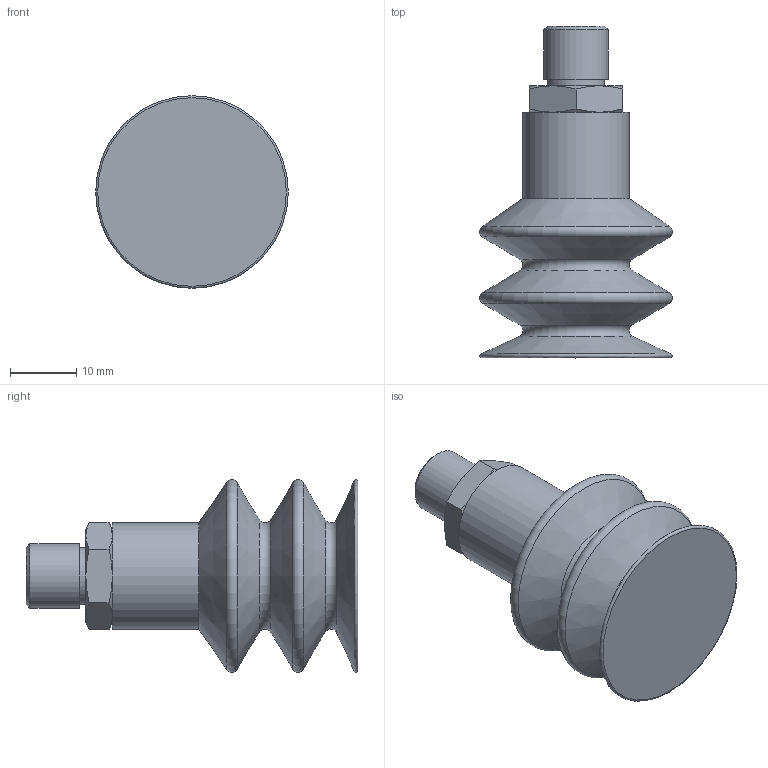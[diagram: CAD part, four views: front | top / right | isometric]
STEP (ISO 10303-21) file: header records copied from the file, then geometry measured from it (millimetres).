
FILE_DESCRIPTION(/* description */ (''),/* implementation_level */ '2;1');
FILE_NAME(/* name */ 'vf29sb_rac16r1-8m.stp',/* time_stamp */ '2020-09-22T12:40:21+02:00',/* author */ ('enginyeria'),/* organization */ (''),/* preprocessor_version */ 'ST-DEVELOPER v17.2',/* originating_system */ 'Autodesk Inventor 2019',/* authorisation */ '');
FILE_SCHEMA (('CONFIG_CONTROL_DESIGN'));
Length unit declared in the file: millimetre
Products named in the file (1): vf29sb_rac16r1-8m
Bounding box: 29.02 x 50 x 29.02 mm (x, y, z)
Volume: 13871.7 mm3; surface area: 5061.1 mm2
Topology: 1 solids, 1 shells, 40 faces, 106 edges, 72 vertices
Faces by surface type: cone 19, plane 12, torus 5, cylinder 4
Full cylindrical faces by diameter (mm): 3 x1, 8.569 x1, 9.731 x1, 16 x1
Entity records: 1370 total; most frequent: CARTESIAN_POINT 267, DIRECTION 229, ORIENTED_EDGE 212, EDGE_CURVE 106, AXIS2_PLACEMENT_3D 106, VERTEX_POINT 72, CIRCLE 65, EDGE_LOOP 44
